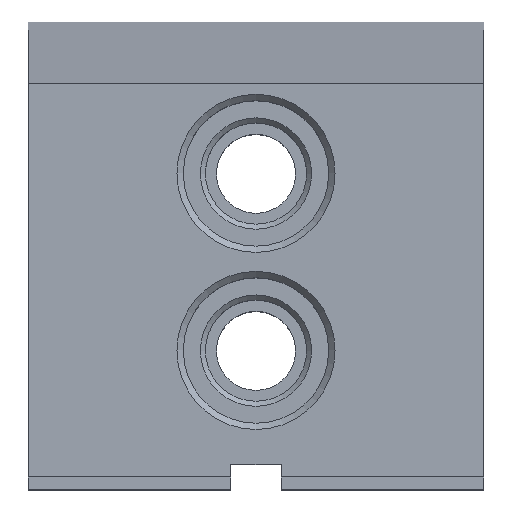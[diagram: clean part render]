
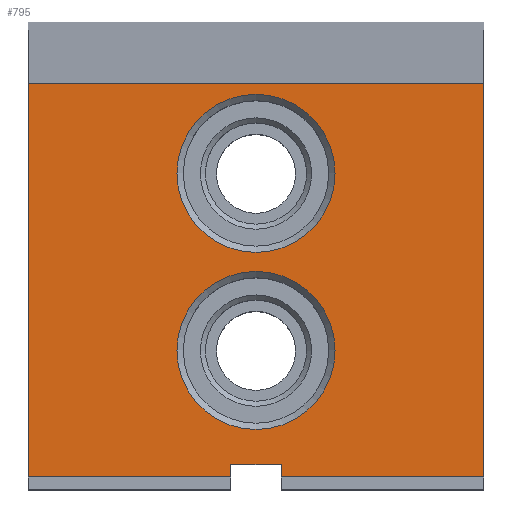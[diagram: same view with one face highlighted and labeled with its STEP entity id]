
A CAD part, top view. The second image highlights one B-rep face of the part: STEP entity #795.
In plain terms, the highlighted planar face has unit normal (0, 0, 1).
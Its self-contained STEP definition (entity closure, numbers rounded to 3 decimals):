
#795 = ADVANCED_FACE( '', ( #1643, #1644, #1645 ), #1646, .F. );
#1643 = FACE_BOUND( '', #2528, .T. );
#1644 = FACE_BOUND( '', #2529, .T. );
#1645 = FACE_OUTER_BOUND( '', #2530, .T. );
#1646 = PLANE( '', #2531 );
#2528 = EDGE_LOOP( '', ( #4836 ) );
#2529 = EDGE_LOOP( '', ( #4837 ) );
#2530 = EDGE_LOOP( '', ( #4838, #4839, #4840, #4841, #4842, #4843, #4844, #4845 ) );
#2531 = AXIS2_PLACEMENT_3D( '', #4846, #4847, #4848 );
#4836 = ORIENTED_EDGE( '', *, *, #6365, .T. );
#4837 = ORIENTED_EDGE( '', *, *, #6233, .T. );
#4838 = ORIENTED_EDGE( '', *, *, #5665, .F. );
#4839 = ORIENTED_EDGE( '', *, *, #6351, .T. );
#4840 = ORIENTED_EDGE( '', *, *, #6348, .T. );
#4841 = ORIENTED_EDGE( '', *, *, #5729, .T. );
#4842 = ORIENTED_EDGE( '', *, *, #6366, .F. );
#4843 = ORIENTED_EDGE( '', *, *, #6367, .F. );
#4844 = ORIENTED_EDGE( '', *, *, #6126, .F. );
#4845 = ORIENTED_EDGE( '', *, *, #5659, .F. );
#4846 = CARTESIAN_POINT( '', ( -36., 37., 40. ) );
#4847 = DIRECTION( '', ( 0., 0., -1. ) );
#4848 = DIRECTION( '', ( -1., 0., 0. ) );
#5659 = EDGE_CURVE( '', #6935, #6937, #6938, .T. );
#5665 = EDGE_CURVE( '', #6945, #6935, #6947, .T. );
#5729 = EDGE_CURVE( '', #7054, #7052, #7055, .T. );
#6126 = EDGE_CURVE( '', #6937, #7644, #7646, .T. );
#6233 = EDGE_CURVE( '', #7791, #7791, #7792, .T. );
#6348 = EDGE_CURVE( '', #7934, #7054, #7935, .T. );
#6351 = EDGE_CURVE( '', #6945, #7934, #7938, .T. );
#6365 = EDGE_CURVE( '', #7953, #7953, #7954, .T. );
#6366 = EDGE_CURVE( '', #7955, #7052, #7956, .T. );
#6367 = EDGE_CURVE( '', #7644, #7955, #7957, .T. );
#6935 = VERTEX_POINT( '', #8757 );
#6937 = VERTEX_POINT( '', #8760 );
#6938 = LINE( '', #8761, #8762 );
#6945 = VERTEX_POINT( '', #8772 );
#6947 = LINE( '', #8775, #8776 );
#7052 = VERTEX_POINT( '', #8930 );
#7054 = VERTEX_POINT( '', #8933 );
#7055 = LINE( '', #8934, #8935 );
#7644 = VERTEX_POINT( '', #9795 );
#7646 = LINE( '', #9798, #9799 );
#7791 = VERTEX_POINT( '', #10012 );
#7792 = CIRCLE( '', #10013, 12.5 );
#7934 = VERTEX_POINT( '', #10244 );
#7935 = LINE( '', #10245, #10246 );
#7938 = LINE( '', #10250, #10251 );
#7953 = VERTEX_POINT( '', #10272 );
#7954 = CIRCLE( '', #10273, 12.5 );
#7955 = VERTEX_POINT( '', #10274 );
#7956 = LINE( '', #10275, #10276 );
#7957 = LINE( '', #10277, #10278 );
#8757 = CARTESIAN_POINT( '', ( 4., -35., 40. ) );
#8760 = CARTESIAN_POINT( '', ( 4., -33., 40. ) );
#8761 = CARTESIAN_POINT( '', ( 4., -37., 40. ) );
#8762 = VECTOR( '', #10648, 1000. );
#8772 = CARTESIAN_POINT( '', ( 36., -35., 40. ) );
#8775 = CARTESIAN_POINT( '', ( 36., -35., 40. ) );
#8776 = VECTOR( '', #10653, 1000. );
#8930 = CARTESIAN_POINT( '', ( -36., -35., 40. ) );
#8933 = CARTESIAN_POINT( '', ( -36., 27.25, 40. ) );
#8934 = CARTESIAN_POINT( '', ( -36., 37., 40. ) );
#8935 = VECTOR( '', #10707, 1000. );
#9795 = CARTESIAN_POINT( '', ( -4., -33., 40. ) );
#9798 = CARTESIAN_POINT( '', ( 4., -33., 40. ) );
#9799 = VECTOR( '', #11022, 1000. );
#10012 = CARTESIAN_POINT( '', ( -12.5, -15., 40. ) );
#10013 = AXIS2_PLACEMENT_3D( '', #11103, #11104, #11105 );
#10244 = CARTESIAN_POINT( '', ( 36., 27.25, 40. ) );
#10245 = CARTESIAN_POINT( '', ( 36., 27.25, 40. ) );
#10246 = VECTOR( '', #11195, 1000. );
#10250 = CARTESIAN_POINT( '', ( 36., -37., 40. ) );
#10251 = VECTOR( '', #11197, 1000. );
#10272 = CARTESIAN_POINT( '', ( -12.5, 13., 40. ) );
#10273 = AXIS2_PLACEMENT_3D( '', #11204, #11205, #11206 );
#10274 = CARTESIAN_POINT( '', ( -4., -35., 40. ) );
#10275 = CARTESIAN_POINT( '', ( 36., -35., 40. ) );
#10276 = VECTOR( '', #11207, 1000. );
#10277 = CARTESIAN_POINT( '', ( -4., -33., 40. ) );
#10278 = VECTOR( '', #11208, 1000. );
#10648 = DIRECTION( '', ( 0., 1., 0. ) );
#10653 = DIRECTION( '', ( -1., 0., 0. ) );
#10707 = DIRECTION( '', ( 0., -1., 0. ) );
#11022 = DIRECTION( '', ( -1., 0., 0. ) );
#11103 = CARTESIAN_POINT( '', ( 0., -15., 40. ) );
#11104 = DIRECTION( '', ( 0., 0., -1. ) );
#11105 = DIRECTION( '', ( -1., 0., 0. ) );
#11195 = DIRECTION( '', ( -1., 0., 0. ) );
#11197 = DIRECTION( '', ( 0., 1., 0. ) );
#11204 = CARTESIAN_POINT( '', ( 0., 13., 40. ) );
#11205 = DIRECTION( '', ( 0., 0., -1. ) );
#11206 = DIRECTION( '', ( -1., 0., 0. ) );
#11207 = DIRECTION( '', ( -1., 0., 0. ) );
#11208 = DIRECTION( '', ( 0., -1., 0. ) );
